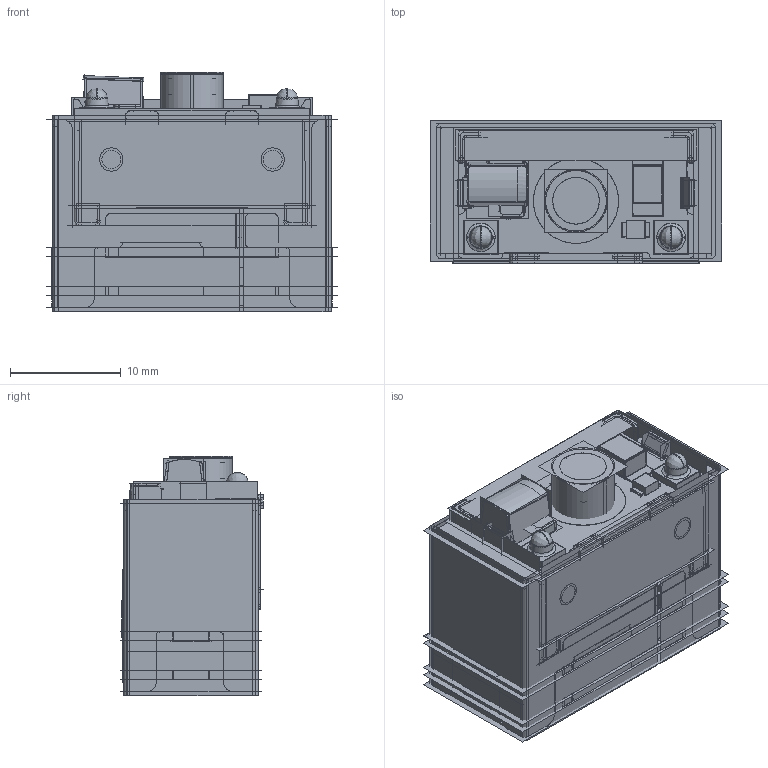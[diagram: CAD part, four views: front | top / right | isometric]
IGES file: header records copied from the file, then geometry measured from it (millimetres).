
Start section:  PTC IGES file: r-31_HD_asm.igs
Global section: file name: r-31_HD_asm.igs; native system: Pro/ENGINEER by Parametric Technology Corporation; preprocessor: 2005290; author: skomi0303; organization: Unknown; date: 120808.165108; units: millimetre
Bounding box: 26.31 x 12.88 x 21.61 mm (x, y, z)
Surface area: 41728.9 mm2 (no closed solid volume)
Topology: 0 solids, 0 shells, 4124 faces, 57816 edges, 75113 vertices
Faces by surface type: bspline 2810, revolution 1314
